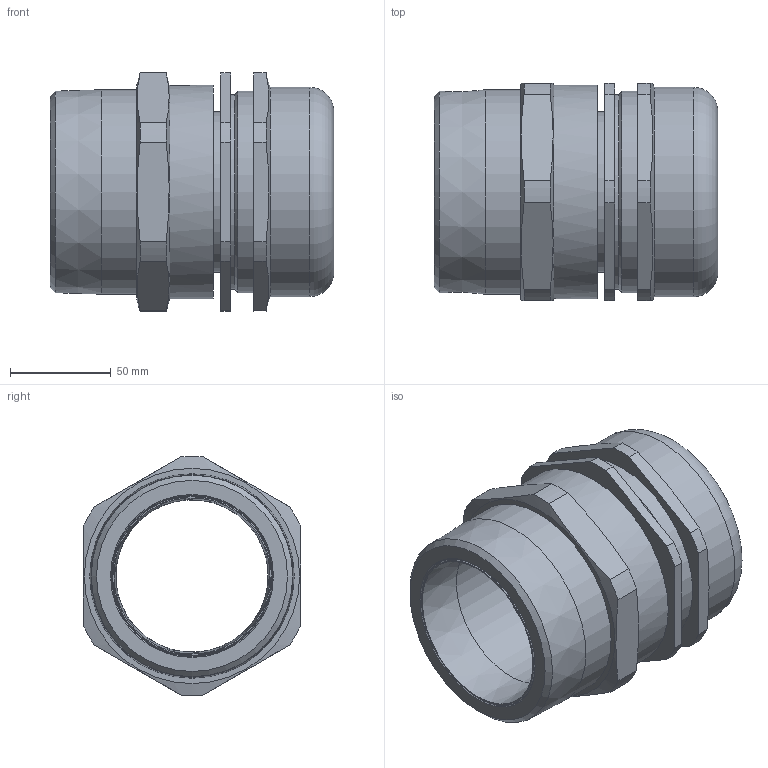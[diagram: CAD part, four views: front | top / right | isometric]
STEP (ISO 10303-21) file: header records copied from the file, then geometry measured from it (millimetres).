
FILE_DESCRIPTION (( 'STEP AP203' ), '1' );
FILE_NAME ('90PXSS2K1RA039.STEP', '2020-02-04T13:07:07', ( '' ), ( '' ), 'SwSTEP 2.0', 'SolidWorks 2017', '' );
FILE_SCHEMA (( 'CONFIG_CONTROL_DESIGN' ));
Length unit declared in the file: millimetre
Products named in the file (1): 90PXSS2K1RA039
Bounding box: 140.95 x 108 x 118.77 mm (x, y, z)
Surface area: 139666.5 mm2 (no closed solid volume)
Topology: 0 solids, 15 shells, 84 faces, 346 edges, 280 vertices
Faces by surface type: plane 33, cylinder 31, cone 13, bspline 6, torus 1
Full cylindrical faces by diameter (mm): 75.7 x1, 79.4 x1, 79.825 x1, 79.9 x1, 79.93 x1, 80 x2, 96.9 x1, 98.2 x1, 100 x1, 101.6 x1, 104 x1, 106 x1
Entity records: 5324 total; most frequent: CARTESIAN_POINT 2714, ORIENTED_EDGE 451, DIRECTION 439, EDGE_CURVE 313, VERTEX_POINT 274, AXIS2_PLACEMENT_3D 158, EDGE_LOOP 138, VECTOR 123
